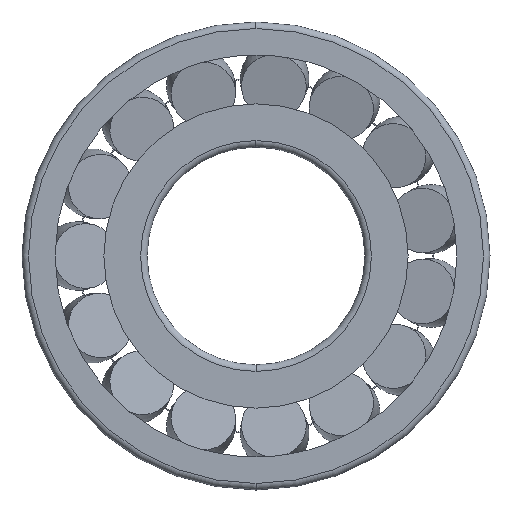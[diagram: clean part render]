
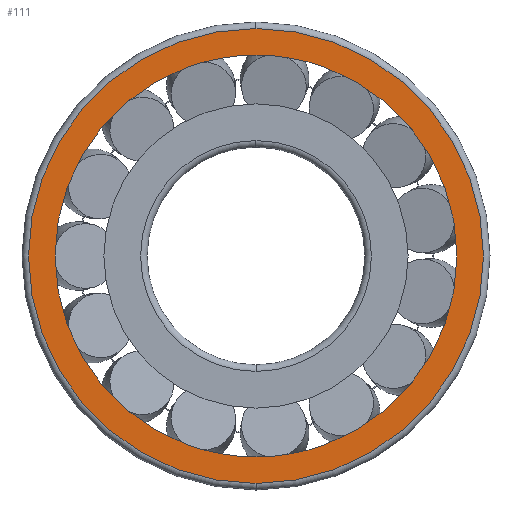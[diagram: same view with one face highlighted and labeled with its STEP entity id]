
A CAD part, left-side view. The second image highlights one B-rep face of the part: STEP entity #111.
In plain terms, the highlighted planar face has unit normal (-1, 0, 0).
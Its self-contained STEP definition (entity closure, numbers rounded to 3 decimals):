
#111=ADVANCED_FACE('',(#379,#380),#381,.T.);
#379=FACE_OUTER_BOUND('',#888,.T.);
#380=FACE_BOUND('',#889,.T.);
#381=PLANE('',#890);
#888=EDGE_LOOP('',(#1648,#1649,#1650));
#889=EDGE_LOOP('',(#1651,#1652,#1653));
#890=AXIS2_PLACEMENT_3D('',#1654,#1655,#1656);
#1648=ORIENTED_EDGE('',*,*,#3234,.F.);
#1649=ORIENTED_EDGE('',*,*,#3233,.F.);
#1650=ORIENTED_EDGE('',*,*,#3261,.F.);
#1651=ORIENTED_EDGE('',*,*,#3265,.T.);
#1652=ORIENTED_EDGE('',*,*,#3216,.T.);
#1653=ORIENTED_EDGE('',*,*,#3266,.T.);
#1654=CARTESIAN_POINT('',(0.0,98.397,0.0));
#1655=DIRECTION('',(-1.0,0.,0.0));
#1656=DIRECTION('',(0.,-1.0,0.0));
#3216=EDGE_CURVE('',#3846,#3843,#3847,.T.);
#3233=EDGE_CURVE('',#3877,#3880,#3881,.T.);
#3234=EDGE_CURVE('',#3880,#3882,#3883,.T.);
#3261=EDGE_CURVE('',#3882,#3877,#3920,.T.);
#3265=EDGE_CURVE('',#3925,#3846,#3926,.T.);
#3266=EDGE_CURVE('',#3843,#3925,#3927,.T.);
#3843=VERTEX_POINT('',#4876);
#3846=VERTEX_POINT('',#4879);
#3847=CIRCLE('',#4880,92.294);
#3877=VERTEX_POINT('',#4912);
#3880=VERTEX_POINT('',#4915);
#3881=CIRCLE('',#4916,104.5);
#3882=VERTEX_POINT('',#4917);
#3883=CIRCLE('',#4918,104.5);
#3920=CIRCLE('',#5031,104.5);
#3925=VERTEX_POINT('',#5036);
#3926=CIRCLE('',#5037,92.294);
#3927=CIRCLE('',#5038,92.294);
#4876=CARTESIAN_POINT('',(0.,0.,-92.294));
#4879=CARTESIAN_POINT('',(0.,0.,92.294));
#4880=AXIS2_PLACEMENT_3D('',#9828,#9829,#9830);
#4912=CARTESIAN_POINT('',(0.0,0.,-104.5));
#4915=CARTESIAN_POINT('',(0.0,104.5,0.0));
#4916=AXIS2_PLACEMENT_3D('',#9875,#9876,#9877);
#4917=CARTESIAN_POINT('',(0.0,0.,104.5));
#4918=AXIS2_PLACEMENT_3D('',#9878,#9879,#9880);
#5031=AXIS2_PLACEMENT_3D('',#9932,#9933,#9934);
#5036=CARTESIAN_POINT('',(0.,92.294,0.0));
#5037=AXIS2_PLACEMENT_3D('',#9944,#9945,#9946);
#5038=AXIS2_PLACEMENT_3D('',#9947,#9948,#9949);
#9828=CARTESIAN_POINT('',(0.,0.0,0.0));
#9829=DIRECTION('',(1.0,0.0,0.0));
#9830=DIRECTION('',(0.0,1.0,0.0));
#9875=CARTESIAN_POINT('',(0.0,0.0,0.0));
#9876=DIRECTION('',(1.0,0.0,0.0));
#9877=DIRECTION('',(0.0,1.0,0.0));
#9878=CARTESIAN_POINT('',(0.0,0.0,0.0));
#9879=DIRECTION('',(1.0,0.0,0.0));
#9880=DIRECTION('',(0.0,1.0,0.0));
#9932=CARTESIAN_POINT('',(0.0,0.0,0.0));
#9933=DIRECTION('',(1.0,0.0,0.0));
#9934=DIRECTION('',(0.0,1.0,0.0));
#9944=CARTESIAN_POINT('',(0.,0.0,0.0));
#9945=DIRECTION('',(1.0,0.0,0.0));
#9946=DIRECTION('',(0.0,1.0,0.0));
#9947=CARTESIAN_POINT('',(0.,0.0,0.0));
#9948=DIRECTION('',(1.0,0.0,0.0));
#9949=DIRECTION('',(0.0,1.0,0.0));
